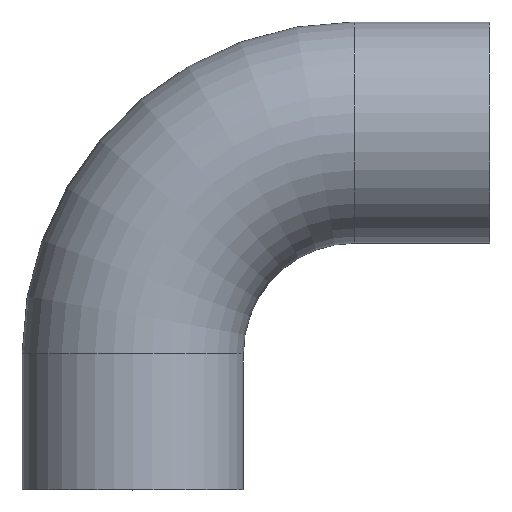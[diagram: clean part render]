
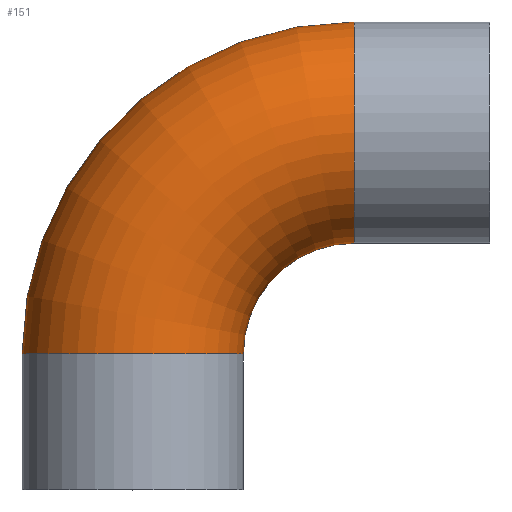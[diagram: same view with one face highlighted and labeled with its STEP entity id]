
A CAD part, top view. The second image highlights one B-rep face of the part: STEP entity #151.
In plain terms, the highlighted toroidal (fillet/blend) face has major radius 180 mm and minor radius 90 mm.
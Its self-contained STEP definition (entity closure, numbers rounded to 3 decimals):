
#99 = VERTEX_POINT( '', #236 );
#105 = EDGE_CURVE( '', #99, #163, #243, .T. );
#151 = ADVANCED_FACE( '', ( #297 ), #298, .T. );
#163 = VERTEX_POINT( '', #311 );
#175 = VERTEX_POINT( '', #323 );
#177 = EDGE_CURVE( '', #163, #175, #325, .T. );
#187 = EDGE_CURVE( '', #99, #195, #335, .T. );
#191 = EDGE_CURVE( '', #175, #195, #340, .T. );
#195 = VERTEX_POINT( '', #345 );
#236 = CARTESIAN_POINT( '', ( 180., 380.5, 0. ) );
#243 = CIRCLE( '', #390, 270. );
#297 = FACE_OUTER_BOUND( '', #453, .T. );
#298 = TOROIDAL_SURFACE( '', #454, 180., 90. );
#311 = CARTESIAN_POINT( '', ( -90., 110.5, 0. ) );
#323 = CARTESIAN_POINT( '', ( 90., 110.5, 0. ) );
#325 = CIRCLE( '', #492, 90. );
#335 = CIRCLE( '', #508, 90. );
#340 = CIRCLE( '', #514, 90. );
#345 = CARTESIAN_POINT( '', ( 180., 200.5, 0. ) );
#390 = AXIS2_PLACEMENT_3D( '', #562, #563, #564 );
#453 = EDGE_LOOP( '', ( #639, #640, #641, #642 ) );
#454 = AXIS2_PLACEMENT_3D( '', #643, #644, #645 );
#492 = AXIS2_PLACEMENT_3D( '', #669, #670, #671 );
#508 = AXIS2_PLACEMENT_3D( '', #682, #683, #684 );
#514 = AXIS2_PLACEMENT_3D( '', #693, #694, #695 );
#562 = CARTESIAN_POINT( '', ( 180., 110.5, 0. ) );
#563 = DIRECTION( '', ( 0., 0., 1. ) );
#564 = DIRECTION( '', ( 1., 0., 0. ) );
#639 = ORIENTED_EDGE( '', *, *, #105, .T. );
#640 = ORIENTED_EDGE( '', *, *, #177, .T. );
#641 = ORIENTED_EDGE( '', *, *, #191, .T. );
#642 = ORIENTED_EDGE( '', *, *, #187, .F. );
#643 = CARTESIAN_POINT( '', ( 180., 110.5, 0. ) );
#644 = DIRECTION( '', ( 0., 0., 1. ) );
#645 = DIRECTION( '', ( 1., 0., 0. ) );
#669 = CARTESIAN_POINT( '', ( 0., 110.5, 0. ) );
#670 = DIRECTION( '', ( 0., 1., 0. ) );
#671 = DIRECTION( '', ( 1., 0., 0. ) );
#682 = CARTESIAN_POINT( '', ( 180., 290.5, 0. ) );
#683 = DIRECTION( '', ( 1., 0., 0. ) );
#684 = DIRECTION( '', ( 0., -1., 0. ) );
#693 = CARTESIAN_POINT( '', ( 180., 110.5, 0. ) );
#694 = DIRECTION( '', ( 0., 0., -1. ) );
#695 = DIRECTION( '', ( 1., 0., 0. ) );
